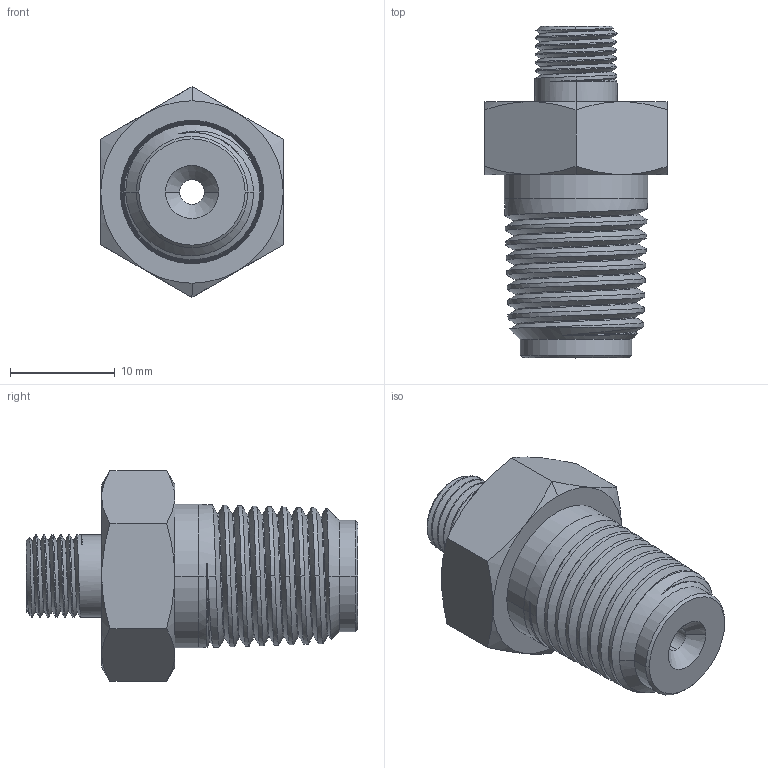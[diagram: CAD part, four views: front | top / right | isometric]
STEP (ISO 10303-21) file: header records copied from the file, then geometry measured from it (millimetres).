
FILE_DESCRIPTION (( 'STEP AP203' ), '1' );
FILE_NAME ('INL-110SS-4M-20.STEP', '2024-11-12T20:40:29', ( '' ), ( '' ), 'SwSTEP 2.0', 'SolidWorks 2018', '' );
FILE_SCHEMA (( 'CONFIG_CONTROL_DESIGN' ));
Length unit declared in the file: inch
Products named in the file (1): INL-110SS-4M-20
Bounding box: 17.46 x 31.75 x 20.16 mm (x, y, z)
Volume: 4123 mm3; surface area: 2387.6 mm2
Topology: 1 solids, 1 shells, 73 faces, 191 edges, 123 vertices
Faces by surface type: cone 34, cylinder 22, plane 11, bspline 6
Entity records: 8800 total; most frequent: CARTESIAN_POINT 7094, ORIENTED_EDGE 382, DIRECTION 269, EDGE_CURVE 191, VERTEX_POINT 123, AXIS2_PLACEMENT_3D 104, B_SPLINE_CURVE_WITH_KNOTS 94, EDGE_LOOP 78
